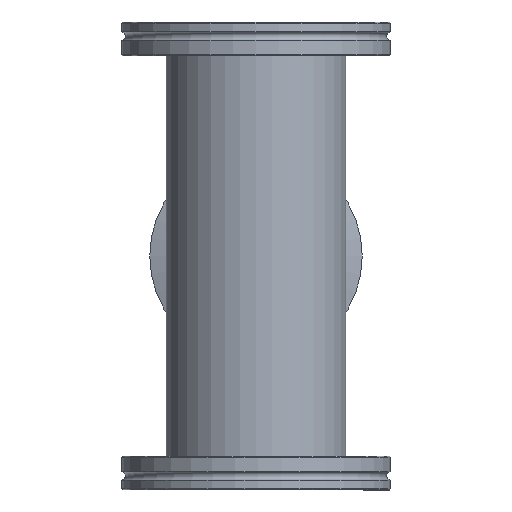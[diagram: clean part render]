
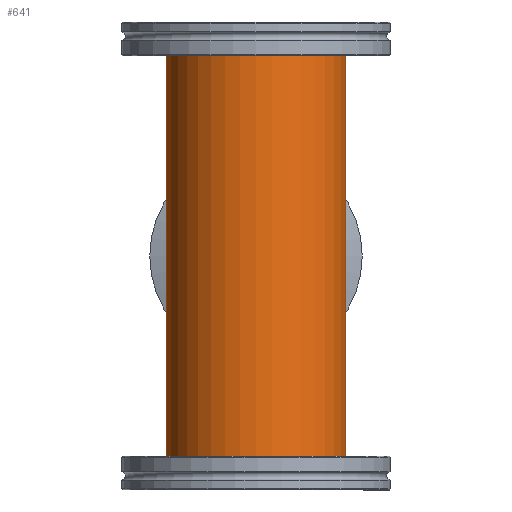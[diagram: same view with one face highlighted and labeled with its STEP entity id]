
A CAD part, left-side view. The second image highlights one B-rep face of the part: STEP entity #641.
In plain terms, the highlighted cylindrical face has radius 31.75 mm (diameter 63.5 mm), a full revolution.
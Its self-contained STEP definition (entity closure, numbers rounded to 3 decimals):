
#81=CIRCLE('',#769,31.75);
#82=CIRCLE('',#770,31.75);
#139=FACE_OUTER_BOUND('',#174,.T.);
#174=EDGE_LOOP('',(#457,#458,#459,#460,#461,#462,#463,#464,#465));
#224=LINE('',#1257,#246);
#225=LINE('',#1259,#247);
#246=VECTOR('',#884,31.75);
#247=VECTOR('',#885,31.75);
#265=B_SPLINE_CURVE_WITH_KNOTS('',3,(#1098,#1099,#1100,#1101,#1102,#1103,
#1104,#1105,#1106,#1107,#1108,#1109,#1110,#1111,#1112,#1113,#1114,#1115),
 .UNSPECIFIED.,.F.,.F.,(4,2,2,2,2,2,2,2,4),(4.102,4.607,
5.112,5.616,6.121,6.642,7.163,
7.684,8.205),.UNSPECIFIED.);
#266=B_SPLINE_CURVE_WITH_KNOTS('',3,(#1117,#1118,#1119,#1120,#1121,#1122,
#1123,#1124,#1125,#1126,#1127,#1128,#1129,#1130,#1131,#1132,#1133,#1134,
#1135,#1136,#1137,#1138,#1139,#1140,#1141,#1142,#1143,#1144,#1145,#1146,
#1147,#1148,#1149,#1150,#1151),.UNSPECIFIED.,.F.,.F.,(4,2,2,2,2,2,2,2,3,
2,2,2,2,2,2,2,4),(12.307,12.812,13.316,13.821,
14.326,14.846,15.367,15.888,16.409,
16.93,17.451,17.972,18.493,18.997,
19.502,20.007,20.511),.UNSPECIFIED.);
#267=B_SPLINE_CURVE_WITH_KNOTS('',3,(#1152,#1153,#1154,#1155,#1156,#1157,
#1158,#1159,#1160,#1161,#1162,#1163,#1164,#1165,#1166,#1167,#1168,#1169),
 .UNSPECIFIED.,.F.,.F.,(4,2,2,2,2,2,2,2,4),(8.205,8.725,
9.246,9.767,10.288,10.793,11.297,
11.802,12.307),.UNSPECIFIED.);
#277=VERTEX_POINT('',#1096);
#278=VERTEX_POINT('',#1097);
#279=VERTEX_POINT('',#1116);
#286=VERTEX_POINT('',#1255);
#287=VERTEX_POINT('',#1258);
#346=EDGE_CURVE('',#277,#278,#265,.T.);
#347=EDGE_CURVE('',#279,#277,#266,.T.);
#348=EDGE_CURVE('',#278,#279,#267,.T.);
#358=EDGE_CURVE('',#286,#286,#81,.T.);
#359=EDGE_CURVE('',#286,#277,#224,.T.);
#360=EDGE_CURVE('',#279,#287,#225,.T.);
#361=EDGE_CURVE('',#287,#287,#82,.T.);
#457=ORIENTED_EDGE('',*,*,#358,.F.);
#458=ORIENTED_EDGE('',*,*,#359,.T.);
#459=ORIENTED_EDGE('',*,*,#346,.T.);
#460=ORIENTED_EDGE('',*,*,#348,.T.);
#461=ORIENTED_EDGE('',*,*,#360,.T.);
#462=ORIENTED_EDGE('',*,*,#361,.F.);
#463=ORIENTED_EDGE('',*,*,#360,.F.);
#464=ORIENTED_EDGE('',*,*,#347,.T.);
#465=ORIENTED_EDGE('',*,*,#359,.F.);
#624=CYLINDRICAL_SURFACE('',#768,31.75);
#641=ADVANCED_FACE('',(#139),#624,.T.);
#768=AXIS2_PLACEMENT_3D('',#1254,#880,#881);
#769=AXIS2_PLACEMENT_3D('',#1256,#882,#883);
#770=AXIS2_PLACEMENT_3D('',#1260,#886,#887);
#880=DIRECTION('center_axis',(0.,0.,1.));
#881=DIRECTION('ref_axis',(-1.,0.,0.));
#882=DIRECTION('center_axis',(0.,0.,1.));
#883=DIRECTION('ref_axis',(-1.,0.,0.));
#884=DIRECTION('',(0.,0.,-1.));
#885=DIRECTION('',(0.,0.,-1.));
#886=DIRECTION('center_axis',(0.,0.,-1.));
#887=DIRECTION('ref_axis',(-1.,0.,0.));
#1096=CARTESIAN_POINT('',(31.75,0.,102.));
#1097=CARTESIAN_POINT('',(19.05,25.4,76.6));
#1098=CARTESIAN_POINT('Ctrl Pts',(31.75,0.,102.));
#1099=CARTESIAN_POINT('Ctrl Pts',(31.75,1.682,102.));
#1100=CARTESIAN_POINT('Ctrl Pts',(31.614,3.397,101.83));
#1101=CARTESIAN_POINT('Ctrl Pts',(31.069,6.757,101.145));
#1102=CARTESIAN_POINT('Ctrl Pts',(30.662,8.403,100.629));
#1103=CARTESIAN_POINT('Ctrl Pts',(29.634,11.515,99.303));
#1104=CARTESIAN_POINT('Ctrl Pts',(29.013,12.985,98.491));
#1105=CARTESIAN_POINT('Ctrl Pts',(27.653,15.672,96.655));
#1106=CARTESIAN_POINT('Ctrl Pts',(26.916,16.89,95.631));
#1107=CARTESIAN_POINT('Ctrl Pts',(25.424,19.065,93.456));
#1108=CARTESIAN_POINT('Ctrl Pts',(24.61,20.098,92.217));
#1109=CARTESIAN_POINT('Ctrl Pts',(22.996,21.926,89.525));
#1110=CARTESIAN_POINT('Ctrl Pts',(22.196,22.723,88.072));
#1111=CARTESIAN_POINT('Ctrl Pts',(20.778,24.026,85.007));
#1112=CARTESIAN_POINT('Ctrl Pts',(20.161,24.534,83.393));
#1113=CARTESIAN_POINT('Ctrl Pts',(19.294,25.221,80.058));
#1114=CARTESIAN_POINT('Ctrl Pts',(19.05,25.4,78.336));
#1115=CARTESIAN_POINT('Ctrl Pts',(19.05,25.4,76.6));
#1116=CARTESIAN_POINT('',(31.75,0.,51.2));
#1117=CARTESIAN_POINT('Ctrl Pts',(31.75,0.,51.2));
#1118=CARTESIAN_POINT('Ctrl Pts',(31.75,-1.682,51.2));
#1119=CARTESIAN_POINT('Ctrl Pts',(31.614,-3.397,51.37));
#1120=CARTESIAN_POINT('Ctrl Pts',(31.069,-6.757,52.055));
#1121=CARTESIAN_POINT('Ctrl Pts',(30.662,-8.403,52.571));
#1122=CARTESIAN_POINT('Ctrl Pts',(29.634,-11.515,53.897));
#1123=CARTESIAN_POINT('Ctrl Pts',(29.013,-12.985,54.709));
#1124=CARTESIAN_POINT('Ctrl Pts',(27.653,-15.672,56.545));
#1125=CARTESIAN_POINT('Ctrl Pts',(26.916,-16.89,57.569));
#1126=CARTESIAN_POINT('Ctrl Pts',(25.424,-19.065,59.744));
#1127=CARTESIAN_POINT('Ctrl Pts',(24.61,-20.098,60.983));
#1128=CARTESIAN_POINT('Ctrl Pts',(22.996,-21.926,63.675));
#1129=CARTESIAN_POINT('Ctrl Pts',(22.196,-22.723,65.128));
#1130=CARTESIAN_POINT('Ctrl Pts',(20.778,-24.026,68.193));
#1131=CARTESIAN_POINT('Ctrl Pts',(20.161,-24.534,69.807));
#1132=CARTESIAN_POINT('Ctrl Pts',(19.294,-25.221,73.142));
#1133=CARTESIAN_POINT('Ctrl Pts',(19.05,-25.4,74.864));
#1134=CARTESIAN_POINT('Ctrl Pts',(19.05,-25.4,76.6));
#1135=CARTESIAN_POINT('Ctrl Pts',(19.05,-25.4,78.336));
#1136=CARTESIAN_POINT('Ctrl Pts',(19.294,-25.221,80.058));
#1137=CARTESIAN_POINT('Ctrl Pts',(20.161,-24.534,83.393));
#1138=CARTESIAN_POINT('Ctrl Pts',(20.778,-24.026,85.007));
#1139=CARTESIAN_POINT('Ctrl Pts',(22.196,-22.723,88.072));
#1140=CARTESIAN_POINT('Ctrl Pts',(22.996,-21.926,89.525));
#1141=CARTESIAN_POINT('Ctrl Pts',(24.61,-20.098,92.217));
#1142=CARTESIAN_POINT('Ctrl Pts',(25.424,-19.065,93.456));
#1143=CARTESIAN_POINT('Ctrl Pts',(26.916,-16.89,95.631));
#1144=CARTESIAN_POINT('Ctrl Pts',(27.653,-15.672,96.655));
#1145=CARTESIAN_POINT('Ctrl Pts',(29.013,-12.985,98.491));
#1146=CARTESIAN_POINT('Ctrl Pts',(29.634,-11.515,99.303));
#1147=CARTESIAN_POINT('Ctrl Pts',(30.662,-8.403,100.629));
#1148=CARTESIAN_POINT('Ctrl Pts',(31.069,-6.757,101.145));
#1149=CARTESIAN_POINT('Ctrl Pts',(31.614,-3.397,101.83));
#1150=CARTESIAN_POINT('Ctrl Pts',(31.75,-1.682,102.));
#1151=CARTESIAN_POINT('Ctrl Pts',(31.75,0.,102.));
#1152=CARTESIAN_POINT('Ctrl Pts',(19.05,25.4,76.6));
#1153=CARTESIAN_POINT('Ctrl Pts',(19.05,25.4,74.864));
#1154=CARTESIAN_POINT('Ctrl Pts',(19.294,25.221,73.142));
#1155=CARTESIAN_POINT('Ctrl Pts',(20.161,24.534,69.807));
#1156=CARTESIAN_POINT('Ctrl Pts',(20.778,24.026,68.193));
#1157=CARTESIAN_POINT('Ctrl Pts',(22.196,22.723,65.128));
#1158=CARTESIAN_POINT('Ctrl Pts',(22.996,21.926,63.675));
#1159=CARTESIAN_POINT('Ctrl Pts',(24.61,20.098,60.983));
#1160=CARTESIAN_POINT('Ctrl Pts',(25.424,19.065,59.744));
#1161=CARTESIAN_POINT('Ctrl Pts',(26.916,16.89,57.569));
#1162=CARTESIAN_POINT('Ctrl Pts',(27.653,15.672,56.545));
#1163=CARTESIAN_POINT('Ctrl Pts',(29.013,12.985,54.709));
#1164=CARTESIAN_POINT('Ctrl Pts',(29.634,11.515,53.897));
#1165=CARTESIAN_POINT('Ctrl Pts',(30.662,8.403,52.571));
#1166=CARTESIAN_POINT('Ctrl Pts',(31.069,6.757,52.055));
#1167=CARTESIAN_POINT('Ctrl Pts',(31.614,3.397,51.37));
#1168=CARTESIAN_POINT('Ctrl Pts',(31.75,1.682,51.2));
#1169=CARTESIAN_POINT('Ctrl Pts',(31.75,0.,51.2));
#1254=CARTESIAN_POINT('Origin',(0.,0.,0.));
#1255=CARTESIAN_POINT('',(31.75,0.,153.2));
#1256=CARTESIAN_POINT('Origin',(0.,0.,153.2));
#1257=CARTESIAN_POINT('',(31.75,0.,0.));
#1258=CARTESIAN_POINT('',(31.75,0.,0.));
#1259=CARTESIAN_POINT('',(31.75,0.,0.));
#1260=CARTESIAN_POINT('Origin',(0.,0.,0.));
